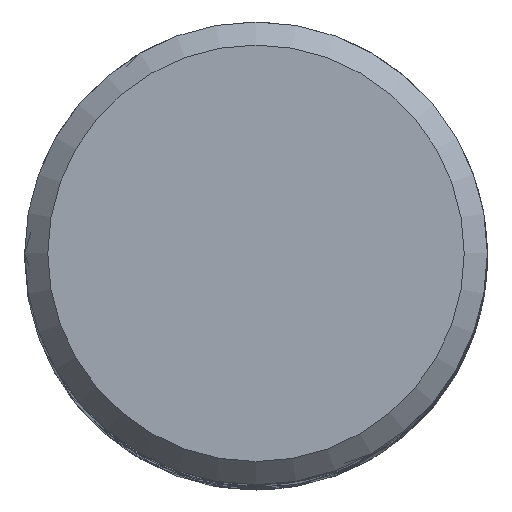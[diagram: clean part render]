
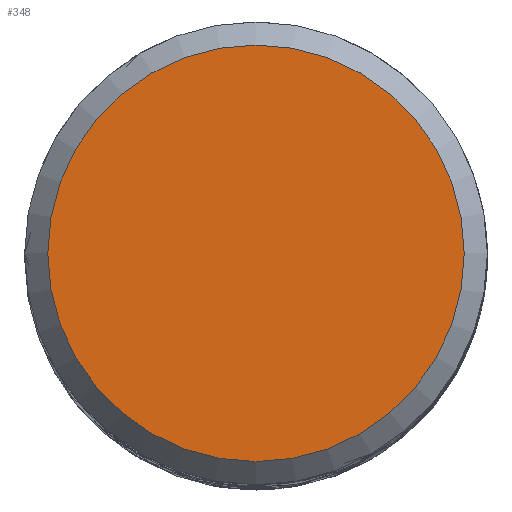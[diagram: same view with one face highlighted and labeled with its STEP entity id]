
A CAD part, top view. The second image highlights one B-rep face of the part: STEP entity #348.
In plain terms, the highlighted planar face has unit normal (0, 0, 1).
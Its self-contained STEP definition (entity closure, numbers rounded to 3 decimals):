
#308 = VERTEX_POINT('', #309);
#309 = CARTESIAN_POINT('', (-2.7, 0., 0.));
#315 = EDGE_CURVE('', #308, #308, #316, .T.);
#316 = CIRCLE('', #317, 2.7);
#317 = AXIS2_PLACEMENT_3D('', #318, #319, #320);
#318 = CARTESIAN_POINT('', (0., 0., 0.));
#319 = DIRECTION('', (0., 0., -1.));
#320 = DIRECTION('', (-1., 0., 0.));
#348 = ADVANCED_FACE('', (#349), #352, .T.);
#349 = FACE_OUTER_BOUND('', #350, .T.);
#350 = EDGE_LOOP('', (#351));
#351 = ORIENTED_EDGE('', *, *, #315, .F.);
#352 = PLANE('', #353);
#353 = AXIS2_PLACEMENT_3D('', #354, #355, #356);
#354 = CARTESIAN_POINT('', (4.2, -4.2, 0.));
#355 = DIRECTION('', (0., 0., 1.));
#356 = DIRECTION('', (0., 1., 0.));
